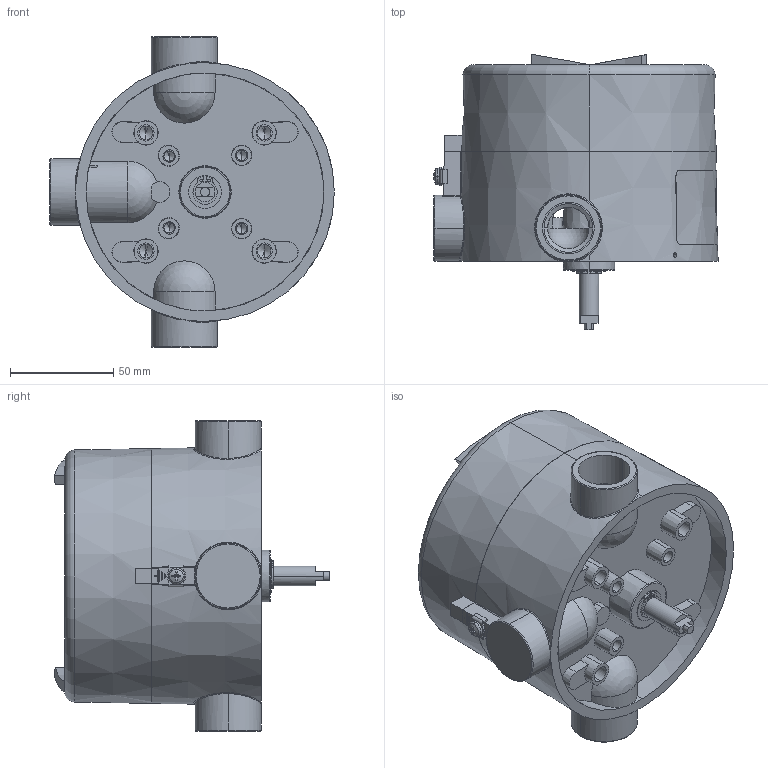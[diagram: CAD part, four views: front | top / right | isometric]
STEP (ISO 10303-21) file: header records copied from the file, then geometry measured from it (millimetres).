
FILE_DESCRIPTION (( 'STEP AP214' ), '1' );
FILE_NAME ('DSDM utan Dome_160215.STEP', '2016-02-15T09:25:11', ( '' ), ( '' ), 'SwSTEP 2.0', 'SolidWorks 2015', '' );
FILE_SCHEMA (( 'AUTOMOTIVE_DESIGN' ));
Length unit declared in the file: millimetre
Products named in the file (1): DSDM utan Dome_160215
Bounding box: 137.62 x 133.1 x 150 mm (x, y, z)
Volume: 436850.6 mm3; surface area: 160106.2 mm2
Topology: 11 solids, 11 shells, 689 faces, 1673 edges, 1024 vertices
Faces by surface type: cylinder 217, plane 191, cone 189, torus 66, bspline 18, sphere 8
Entity records: 23493 total; most frequent: CARTESIAN_POINT 7249, DIRECTION 3587, ORIENTED_EDGE 3242, EDGE_CURVE 1621, AXIS2_PLACEMENT_3D 1477, VERTEX_POINT 1018, CIRCLE 805, EDGE_LOOP 779
